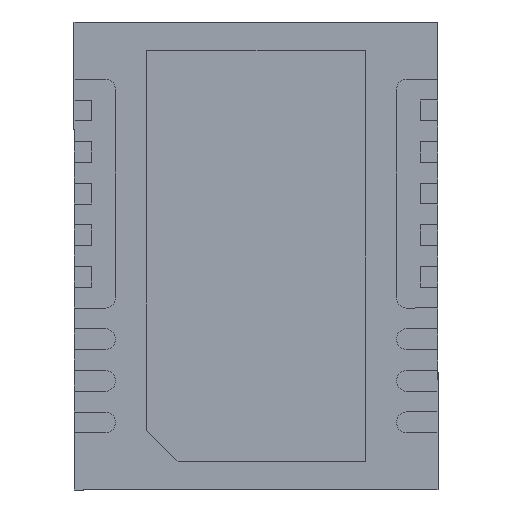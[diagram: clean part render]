
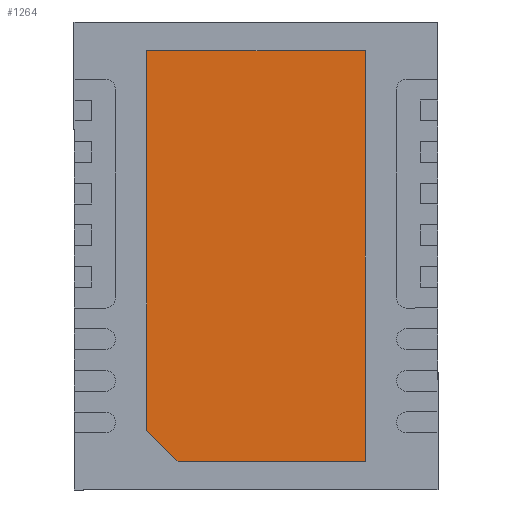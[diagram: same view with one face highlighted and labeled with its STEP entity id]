
A CAD part, front view. The second image highlights one B-rep face of the part: STEP entity #1264.
In plain terms, the highlighted planar face has unit normal (0, -1, 0).
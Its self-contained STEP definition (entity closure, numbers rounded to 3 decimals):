
#310 = LINE ( 'NONE', #6115, #1936 ) ;
#485 = VERTEX_POINT ( 'NONE', #1011 ) ;
#625 = CARTESIAN_POINT ( 'NONE',  ( 0., 0., 0. ) ) ;
#1011 = CARTESIAN_POINT ( 'NONE',  ( -1.05, 0., 1.975 ) ) ;
#1028 = CARTESIAN_POINT ( 'NONE',  ( 1.05, 0., -1.975 ) ) ;
#1061 = LINE ( 'NONE', #1028, #2937 ) ;
#1264 = ADVANCED_FACE ( 'NONE', ( #2167 ), #4091, .T. ) ;
#1329 = LINE ( 'NONE', #1803, #2252 ) ;
#1703 = EDGE_CURVE ( 'NONE', #6000, #2023, #1061, .T. ) ;
#1803 = CARTESIAN_POINT ( 'NONE',  ( -1.362, 0., -1.363 ) ) ;
#1936 = VECTOR ( 'NONE', #2199, 1000. ) ;
#2023 = VERTEX_POINT ( 'NONE', #3104 ) ;
#2038 = DIRECTION ( 'NONE',  ( 0., -1., 0. ) ) ;
#2083 = CARTESIAN_POINT ( 'NONE',  ( -0.75, 0., -1.975 ) ) ;
#2167 = FACE_OUTER_BOUND ( 'NONE', #5801, .T. ) ;
#2199 = DIRECTION ( 'NONE',  ( -1., 0., 0. ) ) ;
#2252 = VECTOR ( 'NONE', #6167, 1000. ) ;
#2622 = CARTESIAN_POINT ( 'NONE',  ( 1.05, 0., 1.975 ) ) ;
#2830 = AXIS2_PLACEMENT_3D ( 'NONE', #625, #2038, #5894 ) ;
#2937 = VECTOR ( 'NONE', #5946, 1000. ) ;
#2958 = EDGE_CURVE ( 'NONE', #6171, #485, #310, .T. ) ;
#3059 = ORIENTED_EDGE ( 'NONE', *, *, #3535, .T. ) ;
#3104 = CARTESIAN_POINT ( 'NONE',  ( 1.05, 0., -1.975 ) ) ;
#3105 = VERTEX_POINT ( 'NONE', #3191 ) ;
#3191 = CARTESIAN_POINT ( 'NONE',  ( -1.05, 0., -1.675 ) ) ;
#3304 = CARTESIAN_POINT ( 'NONE',  ( -1.05, 0., -1.975 ) ) ;
#3403 = DIRECTION ( 'NONE',  ( 0., 0., 1. ) ) ;
#3535 = EDGE_CURVE ( 'NONE', #2023, #6171, #6177, .T. ) ;
#3808 = DIRECTION ( 'NONE',  ( 0., 0., -1. ) ) ;
#3916 = EDGE_CURVE ( 'NONE', #485, #3105, #5699, .T. ) ;
#4020 = ORIENTED_EDGE ( 'NONE', *, *, #1703, .T. ) ;
#4091 = PLANE ( 'NONE',  #2830 ) ;
#4310 = ORIENTED_EDGE ( 'NONE', *, *, #3916, .T. ) ;
#4744 = ORIENTED_EDGE ( 'NONE', *, *, #2958, .T. ) ;
#4773 = VECTOR ( 'NONE', #3808, 1000. ) ;
#5142 = ORIENTED_EDGE ( 'NONE', *, *, #5196, .T. ) ;
#5173 = VECTOR ( 'NONE', #3403, 1000. ) ;
#5196 = EDGE_CURVE ( 'NONE', #3105, #6000, #1329, .T. ) ;
#5699 = LINE ( 'NONE', #3304, #4773 ) ;
#5801 = EDGE_LOOP ( 'NONE', ( #4310, #5142, #4020, #3059, #4744 ) ) ;
#5894 = DIRECTION ( 'NONE',  ( 1., 0., 0. ) ) ;
#5946 = DIRECTION ( 'NONE',  ( 1., 0., 0. ) ) ;
#6000 = VERTEX_POINT ( 'NONE', #2083 ) ;
#6115 = CARTESIAN_POINT ( 'NONE',  ( 1.05, 0., 1.975 ) ) ;
#6167 = DIRECTION ( 'NONE',  ( 0.707, 0., -0.707 ) ) ;
#6171 = VERTEX_POINT ( 'NONE', #2622 ) ;
#6177 = LINE ( 'NONE', #6212, #5173 ) ;
#6212 = CARTESIAN_POINT ( 'NONE',  ( 1.05, 0., -1.975 ) ) ;
